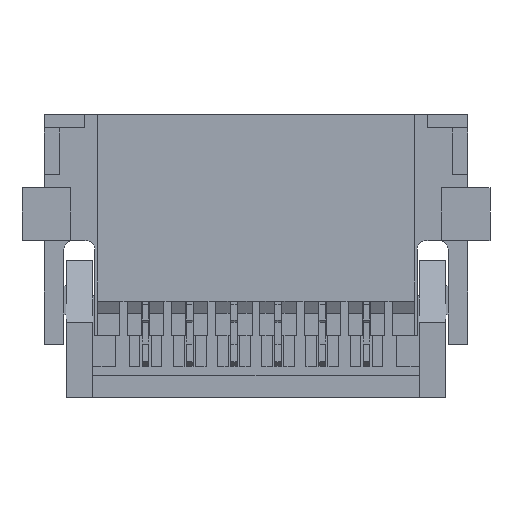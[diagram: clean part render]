
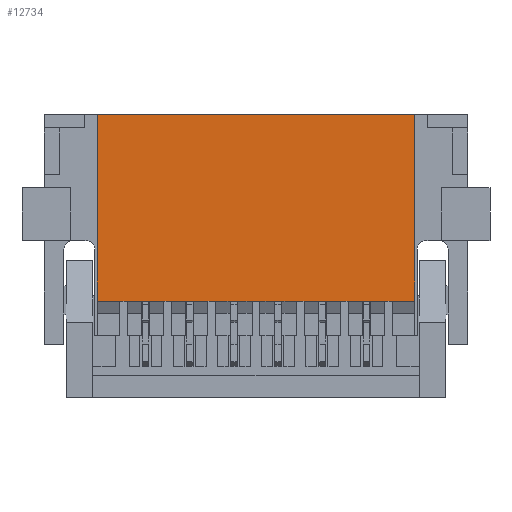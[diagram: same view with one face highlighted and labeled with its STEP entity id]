
A CAD part, front view. The second image highlights one B-rep face of the part: STEP entity #12734.
In plain terms, the highlighted planar face has unit normal (0, -1, 0).
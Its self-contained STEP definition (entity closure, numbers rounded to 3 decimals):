
#314=FACE_OUTER_BOUND('',#1003,.T.);
#1003=EDGE_LOOP('',(#9593,#9594,#9595,#9596,#9597,#9598,#9599,#9600,#9601,
#9602,#9603,#9604,#9605,#9606,#9607,#9608,#9609,#9610,#9611,#9612,#9613,
#9614,#9615,#9616,#9617,#9618,#9619,#9620,#9621,#9622));
#2184=LINE('',#18614,#3995);
#2186=LINE('',#18619,#3997);
#2206=LINE('',#18659,#4017);
#2286=LINE('',#18801,#4097);
#2295=LINE('',#18819,#4106);
#2304=LINE('',#18837,#4115);
#2313=LINE('',#18855,#4124);
#2322=LINE('',#18873,#4133);
#2331=LINE('',#18891,#4142);
#2340=LINE('',#18909,#4151);
#2349=LINE('',#18927,#4160);
#2358=LINE('',#18945,#4169);
#2367=LINE('',#18963,#4178);
#2376=LINE('',#18981,#4187);
#2481=LINE('',#19195,#4292);
#2563=LINE('',#19349,#4374);
#2564=LINE('',#19351,#4375);
#2565=LINE('',#19352,#4376);
#2566=LINE('',#19353,#4377);
#2567=LINE('',#19354,#4378);
#2568=LINE('',#19355,#4379);
#2569=LINE('',#19356,#4380);
#2570=LINE('',#19357,#4381);
#2571=LINE('',#19358,#4382);
#2572=LINE('',#19359,#4383);
#2573=LINE('',#19360,#4384);
#2574=LINE('',#19361,#4385);
#2575=LINE('',#19362,#4386);
#2576=LINE('',#19363,#4387);
#2577=LINE('',#19364,#4388);
#3995=VECTOR('',#14856,1000.);
#3997=VECTOR('',#14860,1000.);
#4017=VECTOR('',#14890,1000.);
#4097=VECTOR('',#14982,1000.);
#4106=VECTOR('',#14997,1000.);
#4115=VECTOR('',#15012,1000.);
#4124=VECTOR('',#15027,1000.);
#4133=VECTOR('',#15042,1000.);
#4142=VECTOR('',#15057,1000.);
#4151=VECTOR('',#15072,1000.);
#4160=VECTOR('',#15087,1000.);
#4169=VECTOR('',#15102,1000.);
#4178=VECTOR('',#15117,1000.);
#4187=VECTOR('',#15132,1000.);
#4292=VECTOR('',#15351,1000.);
#4374=VECTOR('',#15465,1000.);
#4375=VECTOR('',#15468,1000.);
#4376=VECTOR('',#15469,1000.);
#4377=VECTOR('',#15470,1000.);
#4378=VECTOR('',#15471,1000.);
#4379=VECTOR('',#15472,1000.);
#4380=VECTOR('',#15473,1000.);
#4381=VECTOR('',#15474,1000.);
#4382=VECTOR('',#15475,1000.);
#4383=VECTOR('',#15476,1000.);
#4384=VECTOR('',#15477,1000.);
#4385=VECTOR('',#15478,1000.);
#4386=VECTOR('',#15479,1000.);
#4387=VECTOR('',#15480,1000.);
#4388=VECTOR('',#15481,1000.);
#5731=VERTEX_POINT('',#18610);
#5732=VERTEX_POINT('',#18612);
#5733=VERTEX_POINT('',#18616);
#5734=VERTEX_POINT('',#18618);
#5748=VERTEX_POINT('',#18656);
#5749=VERTEX_POINT('',#18658);
#5804=VERTEX_POINT('',#18798);
#5805=VERTEX_POINT('',#18800);
#5810=VERTEX_POINT('',#18816);
#5811=VERTEX_POINT('',#18818);
#5816=VERTEX_POINT('',#18834);
#5817=VERTEX_POINT('',#18836);
#5822=VERTEX_POINT('',#18852);
#5823=VERTEX_POINT('',#18854);
#5828=VERTEX_POINT('',#18870);
#5829=VERTEX_POINT('',#18872);
#5834=VERTEX_POINT('',#18888);
#5835=VERTEX_POINT('',#18890);
#5840=VERTEX_POINT('',#18906);
#5841=VERTEX_POINT('',#18908);
#5846=VERTEX_POINT('',#18924);
#5847=VERTEX_POINT('',#18926);
#5852=VERTEX_POINT('',#18942);
#5853=VERTEX_POINT('',#18944);
#5858=VERTEX_POINT('',#18960);
#5859=VERTEX_POINT('',#18962);
#5864=VERTEX_POINT('',#18978);
#5865=VERTEX_POINT('',#18980);
#5916=VERTEX_POINT('',#19192);
#5917=VERTEX_POINT('',#19194);
#7030=EDGE_CURVE('',#5732,#5731,#2184,.T.);
#7032=EDGE_CURVE('',#5733,#5734,#2186,.T.);
#7052=EDGE_CURVE('',#5748,#5749,#2206,.T.);
#7133=EDGE_CURVE('',#5804,#5805,#2286,.T.);
#7142=EDGE_CURVE('',#5810,#5811,#2295,.T.);
#7151=EDGE_CURVE('',#5816,#5817,#2304,.T.);
#7160=EDGE_CURVE('',#5822,#5823,#2313,.T.);
#7169=EDGE_CURVE('',#5828,#5829,#2322,.T.);
#7178=EDGE_CURVE('',#5834,#5835,#2331,.T.);
#7187=EDGE_CURVE('',#5840,#5841,#2340,.T.);
#7196=EDGE_CURVE('',#5846,#5847,#2349,.T.);
#7205=EDGE_CURVE('',#5852,#5853,#2358,.T.);
#7214=EDGE_CURVE('',#5858,#5859,#2367,.T.);
#7223=EDGE_CURVE('',#5864,#5865,#2376,.T.);
#7340=EDGE_CURVE('',#5916,#5917,#2481,.T.);
#7427=EDGE_CURVE('',#5732,#5749,#2563,.T.);
#7428=EDGE_CURVE('',#5917,#5748,#2564,.T.);
#7429=EDGE_CURVE('',#5865,#5916,#2565,.T.);
#7430=EDGE_CURVE('',#5859,#5864,#2566,.T.);
#7431=EDGE_CURVE('',#5853,#5858,#2567,.T.);
#7432=EDGE_CURVE('',#5847,#5852,#2568,.T.);
#7433=EDGE_CURVE('',#5841,#5846,#2569,.T.);
#7434=EDGE_CURVE('',#5835,#5840,#2570,.T.);
#7435=EDGE_CURVE('',#5829,#5834,#2571,.T.);
#7436=EDGE_CURVE('',#5823,#5828,#2572,.T.);
#7437=EDGE_CURVE('',#5817,#5822,#2573,.T.);
#7438=EDGE_CURVE('',#5811,#5816,#2574,.T.);
#7439=EDGE_CURVE('',#5805,#5810,#2575,.T.);
#7440=EDGE_CURVE('',#5734,#5804,#2576,.T.);
#7441=EDGE_CURVE('',#5731,#5733,#2577,.T.);
#9593=ORIENTED_EDGE('',*,*,#7030,.F.);
#9594=ORIENTED_EDGE('',*,*,#7427,.T.);
#9595=ORIENTED_EDGE('',*,*,#7052,.F.);
#9596=ORIENTED_EDGE('',*,*,#7428,.F.);
#9597=ORIENTED_EDGE('',*,*,#7340,.F.);
#9598=ORIENTED_EDGE('',*,*,#7429,.F.);
#9599=ORIENTED_EDGE('',*,*,#7223,.F.);
#9600=ORIENTED_EDGE('',*,*,#7430,.F.);
#9601=ORIENTED_EDGE('',*,*,#7214,.F.);
#9602=ORIENTED_EDGE('',*,*,#7431,.F.);
#9603=ORIENTED_EDGE('',*,*,#7205,.F.);
#9604=ORIENTED_EDGE('',*,*,#7432,.F.);
#9605=ORIENTED_EDGE('',*,*,#7196,.F.);
#9606=ORIENTED_EDGE('',*,*,#7433,.F.);
#9607=ORIENTED_EDGE('',*,*,#7187,.F.);
#9608=ORIENTED_EDGE('',*,*,#7434,.F.);
#9609=ORIENTED_EDGE('',*,*,#7178,.F.);
#9610=ORIENTED_EDGE('',*,*,#7435,.F.);
#9611=ORIENTED_EDGE('',*,*,#7169,.F.);
#9612=ORIENTED_EDGE('',*,*,#7436,.F.);
#9613=ORIENTED_EDGE('',*,*,#7160,.F.);
#9614=ORIENTED_EDGE('',*,*,#7437,.F.);
#9615=ORIENTED_EDGE('',*,*,#7151,.F.);
#9616=ORIENTED_EDGE('',*,*,#7438,.F.);
#9617=ORIENTED_EDGE('',*,*,#7142,.F.);
#9618=ORIENTED_EDGE('',*,*,#7439,.F.);
#9619=ORIENTED_EDGE('',*,*,#7133,.F.);
#9620=ORIENTED_EDGE('',*,*,#7440,.F.);
#9621=ORIENTED_EDGE('',*,*,#7032,.F.);
#9622=ORIENTED_EDGE('',*,*,#7441,.F.);
#12078=PLANE('',#13445);
#12734=ADVANCED_FACE('',(#314),#12078,.T.);
#13445=AXIS2_PLACEMENT_3D('',#19350,#15466,#15467);
#14856=DIRECTION('',(-1.,0.,0.));
#14860=DIRECTION('',(-1.,0.,0.));
#14890=DIRECTION('',(1.,0.,0.));
#14982=DIRECTION('',(-1.,0.,0.));
#14997=DIRECTION('',(-1.,0.,0.));
#15012=DIRECTION('',(-1.,0.,0.));
#15027=DIRECTION('',(-1.,0.,0.));
#15042=DIRECTION('',(-1.,0.,0.));
#15057=DIRECTION('',(-1.,0.,0.));
#15072=DIRECTION('',(-1.,0.,0.));
#15087=DIRECTION('',(-1.,0.,0.));
#15102=DIRECTION('',(-1.,0.,0.));
#15117=DIRECTION('',(-1.,0.,0.));
#15132=DIRECTION('',(-1.,0.,0.));
#15351=DIRECTION('',(-1.,0.,0.));
#15465=DIRECTION('',(0.,0.,1.));
#15466=DIRECTION('center_axis',(0.,-1.,0.));
#15467=DIRECTION('ref_axis',(0.,0.,-1.));
#15468=DIRECTION('',(0.,0.,1.));
#15469=DIRECTION('',(-1.,0.,0.));
#15470=DIRECTION('',(-1.,0.,0.));
#15471=DIRECTION('',(-1.,0.,0.));
#15472=DIRECTION('',(-1.,0.,0.));
#15473=DIRECTION('',(-1.,0.,0.));
#15474=DIRECTION('',(-1.,0.,0.));
#15475=DIRECTION('',(-1.,0.,0.));
#15476=DIRECTION('',(-1.,0.,0.));
#15477=DIRECTION('',(-1.,0.,0.));
#15478=DIRECTION('',(-1.,0.,0.));
#15479=DIRECTION('',(-1.,0.,0.));
#15480=DIRECTION('',(-1.,0.,0.));
#15481=DIRECTION('',(-1.,0.,0.));
#18610=CARTESIAN_POINT('',(3.088,0.04,-4.22));
#18612=CARTESIAN_POINT('',(3.6,0.04,-4.22));
#18614=CARTESIAN_POINT('',(4.801,0.04,-4.22));
#18616=CARTESIAN_POINT('',(2.913,0.04,-4.22));
#18618=CARTESIAN_POINT('',(2.588,0.04,-4.22));
#18619=CARTESIAN_POINT('',(4.801,0.04,-4.22));
#18656=CARTESIAN_POINT('',(-3.6,0.04,0.));
#18658=CARTESIAN_POINT('',(3.6,0.04,0.));
#18659=CARTESIAN_POINT('',(-3.6,0.04,0.));
#18798=CARTESIAN_POINT('',(2.413,0.04,-4.22));
#18800=CARTESIAN_POINT('',(2.088,0.04,-4.22));
#18801=CARTESIAN_POINT('',(4.801,0.04,-4.22));
#18816=CARTESIAN_POINT('',(1.913,0.04,-4.22));
#18818=CARTESIAN_POINT('',(1.588,0.04,-4.22));
#18819=CARTESIAN_POINT('',(4.801,0.04,-4.22));
#18834=CARTESIAN_POINT('',(1.413,0.04,-4.22));
#18836=CARTESIAN_POINT('',(1.088,0.04,-4.22));
#18837=CARTESIAN_POINT('',(4.801,0.04,-4.22));
#18852=CARTESIAN_POINT('',(0.913,0.04,-4.22));
#18854=CARTESIAN_POINT('',(0.588,0.04,-4.22));
#18855=CARTESIAN_POINT('',(4.801,0.04,-4.22));
#18870=CARTESIAN_POINT('',(0.413,0.04,-4.22));
#18872=CARTESIAN_POINT('',(0.088,0.04,-4.22));
#18873=CARTESIAN_POINT('',(4.801,0.04,-4.22));
#18888=CARTESIAN_POINT('',(-0.088,0.04,-4.22));
#18890=CARTESIAN_POINT('',(-0.413,0.04,-4.22));
#18891=CARTESIAN_POINT('',(4.801,0.04,-4.22));
#18906=CARTESIAN_POINT('',(-0.588,0.04,-4.22));
#18908=CARTESIAN_POINT('',(-0.913,0.04,-4.22));
#18909=CARTESIAN_POINT('',(4.801,0.04,-4.22));
#18924=CARTESIAN_POINT('',(-1.088,0.04,-4.22));
#18926=CARTESIAN_POINT('',(-1.413,0.04,-4.22));
#18927=CARTESIAN_POINT('',(4.801,0.04,-4.22));
#18942=CARTESIAN_POINT('',(-1.588,0.04,-4.22));
#18944=CARTESIAN_POINT('',(-1.913,0.04,-4.22));
#18945=CARTESIAN_POINT('',(4.801,0.04,-4.22));
#18960=CARTESIAN_POINT('',(-2.088,0.04,-4.22));
#18962=CARTESIAN_POINT('',(-2.413,0.04,-4.22));
#18963=CARTESIAN_POINT('',(4.801,0.04,-4.22));
#18978=CARTESIAN_POINT('',(-2.588,0.04,-4.22));
#18980=CARTESIAN_POINT('',(-2.913,0.04,-4.22));
#18981=CARTESIAN_POINT('',(4.801,0.04,-4.22));
#19192=CARTESIAN_POINT('',(-3.088,0.04,-4.22));
#19194=CARTESIAN_POINT('',(-3.6,0.04,-4.22));
#19195=CARTESIAN_POINT('',(4.801,0.04,-4.22));
#19349=CARTESIAN_POINT('',(3.6,0.04,-5.2));
#19350=CARTESIAN_POINT('Origin',(-3.6,0.04,-5.2));
#19351=CARTESIAN_POINT('',(-3.6,0.04,-5.2));
#19352=CARTESIAN_POINT('',(4.801,0.04,-4.22));
#19353=CARTESIAN_POINT('',(4.801,0.04,-4.22));
#19354=CARTESIAN_POINT('',(4.801,0.04,-4.22));
#19355=CARTESIAN_POINT('',(4.801,0.04,-4.22));
#19356=CARTESIAN_POINT('',(4.801,0.04,-4.22));
#19357=CARTESIAN_POINT('',(4.801,0.04,-4.22));
#19358=CARTESIAN_POINT('',(4.801,0.04,-4.22));
#19359=CARTESIAN_POINT('',(4.801,0.04,-4.22));
#19360=CARTESIAN_POINT('',(4.801,0.04,-4.22));
#19361=CARTESIAN_POINT('',(4.801,0.04,-4.22));
#19362=CARTESIAN_POINT('',(4.801,0.04,-4.22));
#19363=CARTESIAN_POINT('',(4.801,0.04,-4.22));
#19364=CARTESIAN_POINT('',(4.801,0.04,-4.22));
